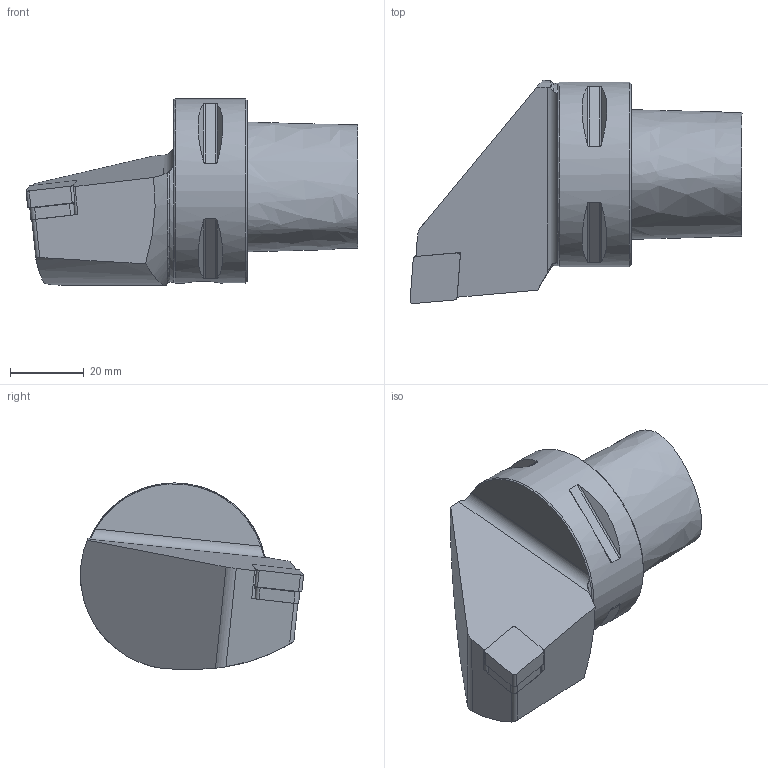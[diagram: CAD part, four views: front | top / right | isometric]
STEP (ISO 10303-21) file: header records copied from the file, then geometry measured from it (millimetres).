
FILE_DESCRIPTION(/* description */ (''),/* implementation_level */ '2;1');
FILE_NAME(/* name */ 'AC5 PCLNR 35060 12 H.stp',/* time_stamp */ '2024-12-09T13:08:21+03:00',/* author */ (''),/* organization */ (''),/* preprocessor_version */ 'ST-DEVELOPER v19.4',/* originating_system */ 'SIEMENS PLM Software NX2306.5001',/* authorisation */ '');
FILE_SCHEMA (('AUTOMOTIVE_DESIGN { 1 0 10303 214 3 1 1 1 }'));
Length unit declared in the file: millimetre
Products named in the file (1): AC5 PCLNR 35060 12 H-KATALOG_objects
Bounding box: 90 x 60.49 x 50.5 mm (x, y, z)
Volume: 105368.4 mm3; surface area: 15569.8 mm2
Topology: 2 solids, 2 shells, 93 faces, 237 edges, 156 vertices
Faces by surface type: plane 51, cylinder 27, cone 11, torus 2, bspline 2
Full cylindrical faces by diameter (mm): 4 x1, 10 x1, 50 x1
Entity records: 3647 total; most frequent: CARTESIAN_POINT 1250, ORIENTED_EDGE 440, DIRECTION 428, EDGE_CURVE 220, AXIS2_PLACEMENT_3D 156, VERTEX_POINT 150, LINE 116, VECTOR 116
